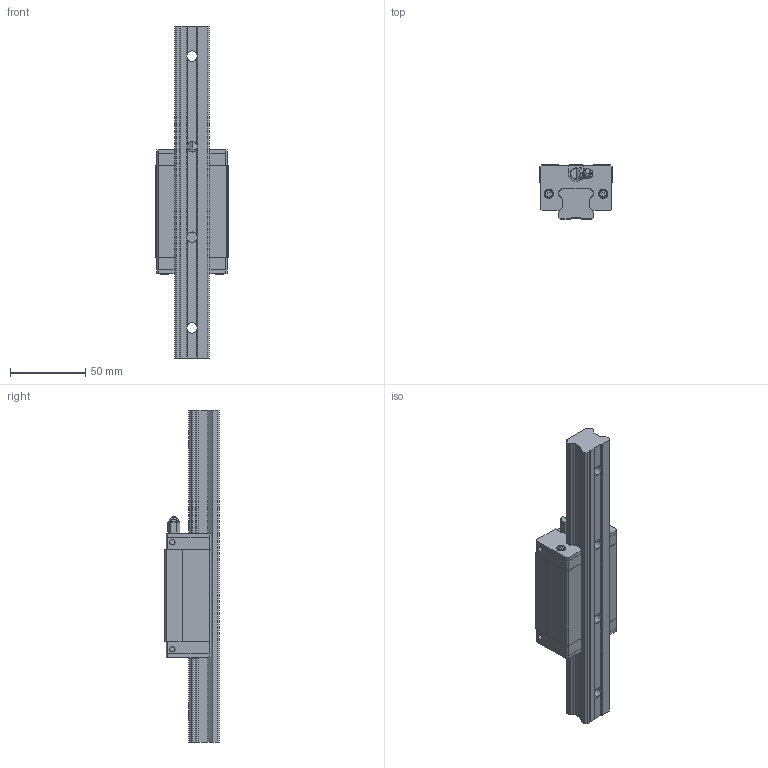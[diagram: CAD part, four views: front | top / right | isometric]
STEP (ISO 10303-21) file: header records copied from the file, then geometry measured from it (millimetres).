
FILE_DESCRIPTION (( 'STEP AP203' ), '1' );
FILE_NAME ('SBI 25 HLS.STEP', '2016-04-04T09:30:24', ( 'user' ), ( 'Microsoft' ), 'SwSTEP 2.0', 'SolidWorks 2013', '' );
FILE_SCHEMA (( 'CONFIG_CONTROL_DESIGN' ));
Length unit declared in the file: millimetre
Products named in the file (6): A2N; SBI 25 HLS; DEFAULT_1; DEFAULT_2; DEFAULT_3; DEFAULT_4
Assembly tree (7 placements, depth 2):
  SBI 25 HLS
    DEFAULT_1
    DEFAULT_2
    DEFAULT_3  x2
    DEFAULT_4  x2
    A2N
Bounding box: 48 x 36 x 220 mm (x, y, z)
Volume: 176614.8 mm3; surface area: 50352.1 mm2
Topology: 7 solids, 7 shells, 396 faces, 1060 edges, 684 vertices
Faces by surface type: plane 241, cylinder 115, cone 25, bspline 15
Entity records: 9844 total; most frequent: CARTESIAN_POINT 1981, ORIENTED_EDGE 1512, DIRECTION 1471, EDGE_CURVE 756, LINE 519, VECTOR 519, VERTEX_POINT 496, AXIS2_PLACEMENT_3D 476
